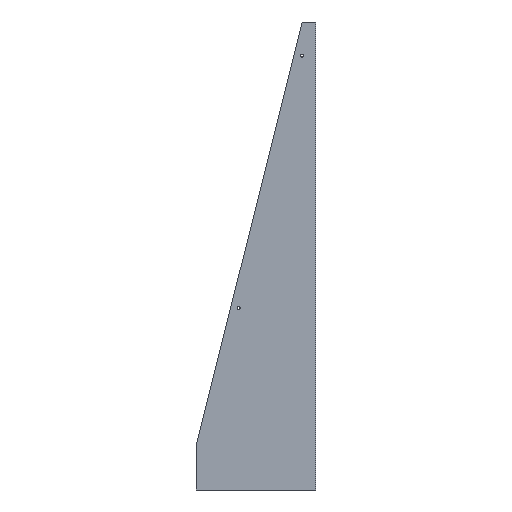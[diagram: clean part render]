
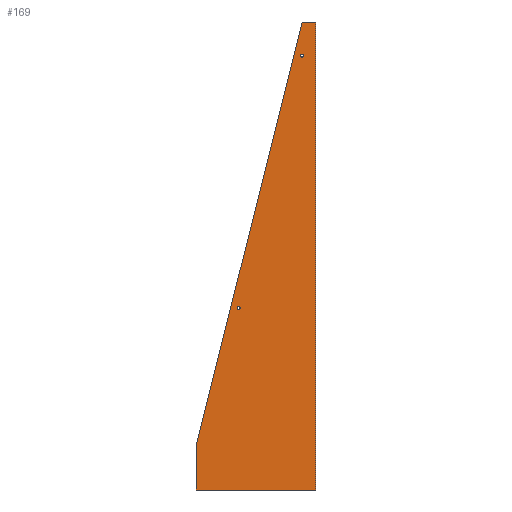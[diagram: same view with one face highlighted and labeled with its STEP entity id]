
A CAD part, left-side view. The second image highlights one B-rep face of the part: STEP entity #169.
In plain terms, the highlighted planar face has unit normal (-1, 0, 0).
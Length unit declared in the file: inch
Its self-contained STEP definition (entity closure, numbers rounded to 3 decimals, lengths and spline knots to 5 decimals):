
#17=LINE('',#242,#32);
#21=LINE('',#250,#36);
#24=LINE('',#256,#39);
#27=LINE('',#262,#42);
#30=LINE('',#267,#45);
#32=VECTOR('',#201,8.75);
#36=VECTOR('',#207,3.25);
#39=VECTOR('',#212,31.88571);
#42=VECTOR('',#217,1.);
#45=VECTOR('',#222,34.17954);
#53=PLANE('',#184);
#58=FACE_BOUND('',#82,.T.);
#59=FACE_BOUND('',#83,.T.);
#68=FACE_OUTER_BOUND('',#81,.T.);
#81=EDGE_LOOP('',(#152,#153,#154,#155,#156));
#82=EDGE_LOOP('',(#157));
#83=EDGE_LOOP('',(#158));
#85=CIRCLE('',#174,0.105);
#87=CIRCLE('',#177,0.105);
#89=VERTEX_POINT('',#232);
#91=VERTEX_POINT('',#237);
#92=VERTEX_POINT('',#240);
#93=VERTEX_POINT('',#241);
#96=VERTEX_POINT('',#249);
#98=VERTEX_POINT('',#255);
#100=VERTEX_POINT('',#261);
#103=EDGE_CURVE('',#89,#89,#85,.T.);
#105=EDGE_CURVE('',#91,#91,#87,.T.);
#106=EDGE_CURVE('',#92,#93,#17,.T.);
#110=EDGE_CURVE('',#93,#96,#21,.T.);
#113=EDGE_CURVE('',#96,#98,#24,.T.);
#116=EDGE_CURVE('',#98,#100,#27,.T.);
#119=EDGE_CURVE('',#92,#100,#30,.T.);
#152=ORIENTED_EDGE('',*,*,#106,.F.);
#153=ORIENTED_EDGE('',*,*,#119,.T.);
#154=ORIENTED_EDGE('',*,*,#116,.F.);
#155=ORIENTED_EDGE('',*,*,#113,.F.);
#156=ORIENTED_EDGE('',*,*,#110,.F.);
#157=ORIENTED_EDGE('',*,*,#103,.F.);
#158=ORIENTED_EDGE('',*,*,#105,.T.);
#169=ADVANCED_FACE('',(#68,#58,#59),#53,.F.);
#174=AXIS2_PLACEMENT_3D('',#233,#191,#192);
#177=AXIS2_PLACEMENT_3D('',#238,#197,#198);
#184=AXIS2_PLACEMENT_3D('',#270,#226,#227);
#191=DIRECTION('center_axis',(-1.,0.,0.));
#192=DIRECTION('ref_axis',(0.,1.,0.));
#197=DIRECTION('center_axis',(1.,0.,0.));
#198=DIRECTION('ref_axis',(0.,1.,0.));
#201=DIRECTION('',(0.,1.,0.));
#207=DIRECTION('',(0.,0.,1.));
#212=DIRECTION('',(0.,-0.243,0.97));
#217=DIRECTION('',(0.,-1.,0.));
#222=DIRECTION('',(0.,0.,1.));
#226=DIRECTION('center_axis',(1.,0.,0.));
#227=DIRECTION('ref_axis',(0.,1.,0.));
#232=CARTESIAN_POINT('',(5.875,5.52061,32.04173));
#233=CARTESIAN_POINT('Origin',(5.875,5.62561,32.04173));
#237=CARTESIAN_POINT('',(5.875,0.90255,50.47196));
#238=CARTESIAN_POINT('Origin',(5.875,1.00755,50.47196));
#240=CARTESIAN_POINT('',(5.875,0.,18.75));
#241=CARTESIAN_POINT('',(5.875,8.75,18.75));
#242=CARTESIAN_POINT('',(5.875,0.,18.75));
#249=CARTESIAN_POINT('',(5.875,8.75,22.));
#250=CARTESIAN_POINT('',(5.875,8.75,0.));
#255=CARTESIAN_POINT('',(5.875,1.,52.92954));
#256=CARTESIAN_POINT('',(5.875,13.41996,3.36263));
#261=CARTESIAN_POINT('',(5.875,0.,52.92954));
#262=CARTESIAN_POINT('',(5.875,0.,52.92954));
#267=CARTESIAN_POINT('',(5.875,0.,0.));
#270=CARTESIAN_POINT('Origin',(5.875,0.,0.));
